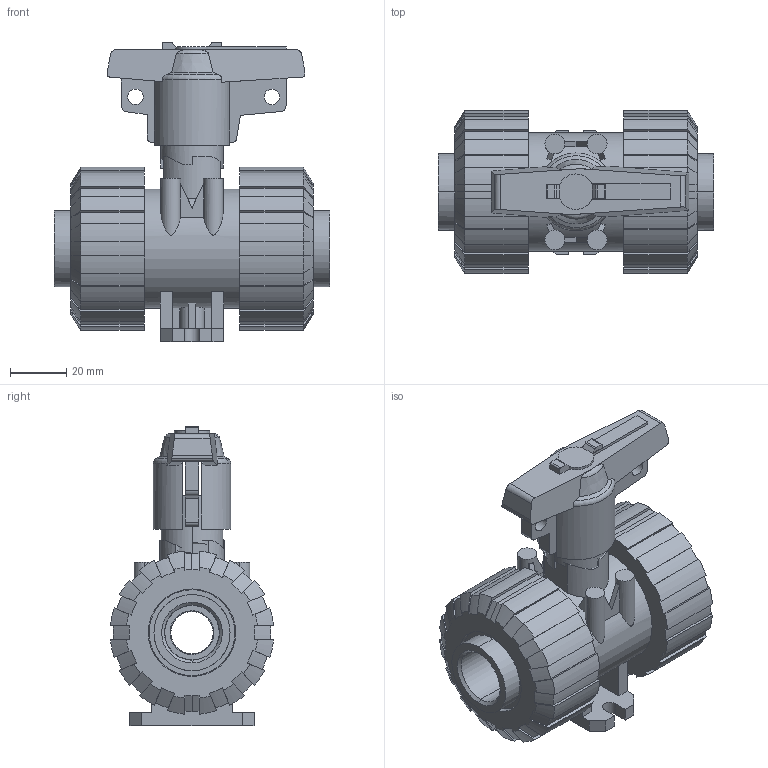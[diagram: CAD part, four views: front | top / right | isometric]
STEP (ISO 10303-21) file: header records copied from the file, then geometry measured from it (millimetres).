
FILE_DESCRIPTION(('STEP AP214'),'1');
FILE_NAME('cctmp_8A9A3EBD-06E4-404F-A0EC-93FA3638CD51_2021_10_21_07_09_09_0114..stp','2021-10-21T05:09:09',('Praher Valves GmbH'),('CADClick - www.CADClick.com'),'Spatial InterOp 3D',' ','unknown authorization');
FILE_SCHEMA(('AUTOMOTIVE_DESIGN'));
Length unit declared in the file: millimetre
Products named in the file (7): cc_unnamed; 210283_5; 210283_4; 210283_3; 210283_2; 210283_1; 210283
Assembly tree (6 placements, depth 2):
  cc_unnamed
    210283_5
    210283_4
    210283_3
    210283_2
    210283_1
    210283
Bounding box: 97.5 x 57.78 x 106.17 mm (x, y, z)
Volume: 201608 mm3; surface area: 63130.3 mm2
Topology: 6 solids, 6 shells, 445 faces, 1268 edges, 844 vertices
Faces by surface type: plane 215, cylinder 118, cone 80, bspline 24, torus 8
Entity records: 19399 total; most frequent: CARTESIAN_POINT 4313, ORIENTED_EDGE 2536, DIRECTION 2272, EDGE_CURVE 1268, VERTEX_POINT 844, AXIS2_PLACEMENT_3D 812, LINE 648, VECTOR 648
